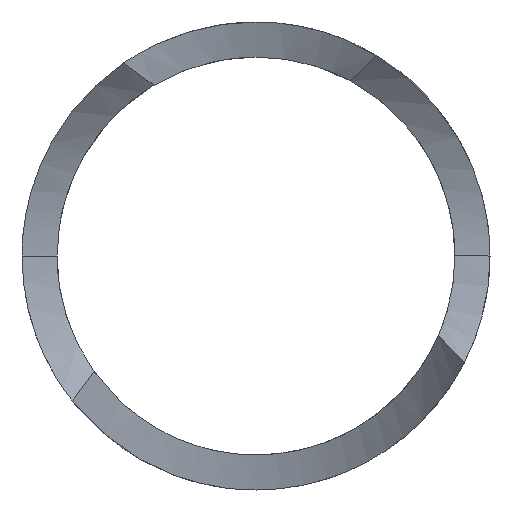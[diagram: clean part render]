
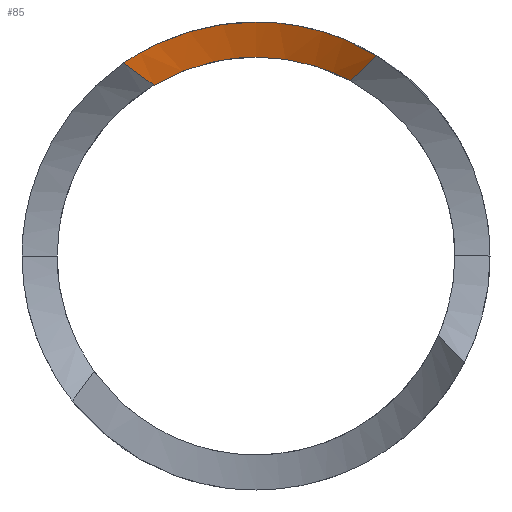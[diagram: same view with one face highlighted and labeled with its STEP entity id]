
A CAD part, front view. The second image highlights one B-rep face of the part: STEP entity #85.
In plain terms, the highlighted cylindrical face has radius 12.5 mm (diameter 25 mm), a partial arc.
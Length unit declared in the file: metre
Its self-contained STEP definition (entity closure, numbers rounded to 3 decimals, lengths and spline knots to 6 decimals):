
#85=ADVANCED_FACE('0:74',(#205),#206,.F.);
#107=EDGE_CURVE('0:1122',#239,#240,#241,.T.);
#141=EDGE_CURVE('0:1056',#289,#292,#293,.F.);
#143=EDGE_CURVE('0:1100',#239,#289,#295,.T.);
#145=EDGE_CURVE('',#240,#297,#298,.T.);
#147=EDGE_CURVE('0:1127',#300,#297,#301,.T.);
#149=EDGE_CURVE('',#292,#300,#303,.F.);
#205=FACE_OUTER_BOUND('',#351,.T.);
#206=CYLINDRICAL_SURFACE('',#352,0.0125);
#239=VERTEX_POINT('',#426);
#240=VERTEX_POINT('',#427);
#241=B_SPLINE_CURVE_WITH_KNOTS('',3,(#428,#429,#430,#431,#432,#433,#434),.UNSPECIFIED.,.F.,.F.,(4,1,2,4),(0.0,3.246579,6.493157,12.485868),.UNSPECIFIED.);
#289=VERTEX_POINT('',#1031);
#292=VERTEX_POINT('',#1059);
#293=B_SPLINE_CURVE_WITH_KNOTS('',3,(#1060,#1061,#1062,#1063,#1064,#1065,#1066,#1067,#1068,#1069,#1070,#1071,#1072,#1073,#1074,#1075,#1076,#1077,#1078),.UNSPECIFIED.,.F.,.F.,(4,3,3,3,3,3,4),(0.009063,0.011835,0.013923,0.015466,0.01656,0.019217,0.020149),.UNSPECIFIED.);
#295=B_SPLINE_CURVE_WITH_KNOTS('',3,(#1081,#1082,#1083,#1084),.UNSPECIFIED.,.F.,.F.,(4,4),(1.28399,3.779222),.UNSPECIFIED.);
#297=VERTEX_POINT('',#1087);
#298=B_SPLINE_CURVE_WITH_KNOTS('',3,(#1088,#1089,#1090,#1091,#1092,#1093,#1094),.UNSPECIFIED.,.F.,.F.,(4,1,2,4),(0.0,3.246579,6.493157,12.485868),.UNSPECIFIED.);
#300=VERTEX_POINT('',#1097);
#301=B_SPLINE_CURVE_WITH_KNOTS('',3,(#1098,#1099,#1100,#1101),.UNSPECIFIED.,.F.,.F.,(4,4),(4.05857,6.635299),.UNSPECIFIED.);
#303=B_SPLINE_CURVE_WITH_KNOTS('',3,(#1104,#1105,#1106,#1107,#1108,#1109,#1110,#1111,#1112,#1113,#1114,#1115,#1116,#1117,#1118,#1119,#1120,#1121,#1122),.UNSPECIFIED.,.F.,.F.,(4,3,3,3,3,3,4),(0.009063,0.011835,0.013923,0.015466,0.01656,0.019217,0.020149),.UNSPECIFIED.);
#351=EDGE_LOOP('',(#1459,#1460,#1461,#1462,#1463,#1464));
#352=AXIS2_PLACEMENT_3D('',#1465,#1466,#1467);
#426=CARTESIAN_POINT('',(-0.332882,-0.161959,0.001298));
#427=CARTESIAN_POINT('',(-0.328524,-0.161705,0.0025));
#428=CARTESIAN_POINT('',(-0.332882,-0.16196,0.001298));
#429=CARTESIAN_POINT('',(-0.332233,-0.161844,0.001686));
#430=CARTESIAN_POINT('',(-0.330821,-0.161671,0.002292));
#431=CARTESIAN_POINT('',(-0.329288,-0.161665,0.0025));
#432=CARTESIAN_POINT('',(-0.327113,-0.161777,0.0025));
#433=CARTESIAN_POINT('',(-0.325718,-0.162001,0.002143));
#434=CARTESIAN_POINT('',(-0.324496,-0.16227,0.001485));
#1031=CARTESIAN_POINT('',(-0.33417,-0.162694,0.002253));
#1059=CARTESIAN_POINT('',(-0.328524,-0.162163,0.004));
#1060=CARTESIAN_POINT('',(-0.323362,-0.163199,0.002564));
#1061=CARTESIAN_POINT('',(-0.324145,-0.162939,0.003037));
#1062=CARTESIAN_POINT('',(-0.325031,-0.162693,0.003419));
#1063=CARTESIAN_POINT('',(-0.32596,-0.162507,0.003666));
#1064=CARTESIAN_POINT('',(-0.326661,-0.162366,0.003852));
#1065=CARTESIAN_POINT('',(-0.327388,-0.162259,0.003961));
#1066=CARTESIAN_POINT('',(-0.328109,-0.162195,0.003991));
#1067=CARTESIAN_POINT('',(-0.328642,-0.162148,0.004014));
#1068=CARTESIAN_POINT('',(-0.329171,-0.162123,0.003992));
#1069=CARTESIAN_POINT('',(-0.329683,-0.16212,0.003933));
#1070=CARTESIAN_POINT('',(-0.330047,-0.162118,0.00389));
#1071=CARTESIAN_POINT('',(-0.33041,-0.162127,0.003828));
#1072=CARTESIAN_POINT('',(-0.330774,-0.162147,0.003744));
#1073=CARTESIAN_POINT('',(-0.331659,-0.162196,0.003539));
#1074=CARTESIAN_POINT('',(-0.332538,-0.162315,0.003205));
#1075=CARTESIAN_POINT('',(-0.333347,-0.162491,0.00276));
#1076=CARTESIAN_POINT('',(-0.33363,-0.162552,0.002604));
#1077=CARTESIAN_POINT('',(-0.333905,-0.16262,0.002435));
#1078=CARTESIAN_POINT('',(-0.33417,-0.162694,0.002253));
#1081=CARTESIAN_POINT('',(-0.332882,-0.161959,0.001298));
#1082=CARTESIAN_POINT('',(-0.333315,-0.162186,0.001625));
#1083=CARTESIAN_POINT('',(-0.333745,-0.162431,0.001944));
#1084=CARTESIAN_POINT('',(-0.33417,-0.162694,0.002253));
#1087=CARTESIAN_POINT('',(-0.324496,-0.16227,0.001485));
#1088=CARTESIAN_POINT('',(-0.332882,-0.16196,0.001298));
#1089=CARTESIAN_POINT('',(-0.332233,-0.161844,0.001686));
#1090=CARTESIAN_POINT('',(-0.330821,-0.161671,0.002292));
#1091=CARTESIAN_POINT('',(-0.329288,-0.161665,0.0025));
#1092=CARTESIAN_POINT('',(-0.327113,-0.161777,0.0025));
#1093=CARTESIAN_POINT('',(-0.325718,-0.162001,0.002143));
#1094=CARTESIAN_POINT('',(-0.324496,-0.16227,0.001485));
#1097=CARTESIAN_POINT('',(-0.323362,-0.163199,0.002564));
#1098=CARTESIAN_POINT('',(-0.323362,-0.163199,0.002564));
#1099=CARTESIAN_POINT('',(-0.323733,-0.162866,0.002219));
#1100=CARTESIAN_POINT('',(-0.324112,-0.162556,0.001858));
#1101=CARTESIAN_POINT('',(-0.324496,-0.16227,0.001485));
#1104=CARTESIAN_POINT('',(-0.323362,-0.163199,0.002564));
#1105=CARTESIAN_POINT('',(-0.324145,-0.162939,0.003037));
#1106=CARTESIAN_POINT('',(-0.325031,-0.162693,0.003419));
#1107=CARTESIAN_POINT('',(-0.32596,-0.162507,0.003666));
#1108=CARTESIAN_POINT('',(-0.326661,-0.162366,0.003852));
#1109=CARTESIAN_POINT('',(-0.327388,-0.162259,0.003961));
#1110=CARTESIAN_POINT('',(-0.328109,-0.162195,0.003991));
#1111=CARTESIAN_POINT('',(-0.328642,-0.162148,0.004014));
#1112=CARTESIAN_POINT('',(-0.329171,-0.162123,0.003992));
#1113=CARTESIAN_POINT('',(-0.329683,-0.16212,0.003933));
#1114=CARTESIAN_POINT('',(-0.330047,-0.162118,0.00389));
#1115=CARTESIAN_POINT('',(-0.33041,-0.162127,0.003828));
#1116=CARTESIAN_POINT('',(-0.330774,-0.162147,0.003744));
#1117=CARTESIAN_POINT('',(-0.331659,-0.162196,0.003539));
#1118=CARTESIAN_POINT('',(-0.332538,-0.162315,0.003205));
#1119=CARTESIAN_POINT('',(-0.333347,-0.162491,0.00276));
#1120=CARTESIAN_POINT('',(-0.33363,-0.162552,0.002604));
#1121=CARTESIAN_POINT('',(-0.333905,-0.16262,0.002435));
#1122=CARTESIAN_POINT('',(-0.33417,-0.162694,0.002253));
#1459=ORIENTED_EDGE('',*,*,#141,.F.);
#1460=ORIENTED_EDGE('',*,*,#143,.F.);
#1461=ORIENTED_EDGE('',*,*,#107,.T.);
#1462=ORIENTED_EDGE('',*,*,#145,.T.);
#1463=ORIENTED_EDGE('',*,*,#147,.F.);
#1464=ORIENTED_EDGE('',*,*,#149,.F.);
#1465=CARTESIAN_POINT('',(-0.330109,-0.175923,0.006504));
#1466=DIRECTION('',(0.121,0.283,-0.951));
#1467=DIRECTION('',(-0.92,0.392,0.0));
